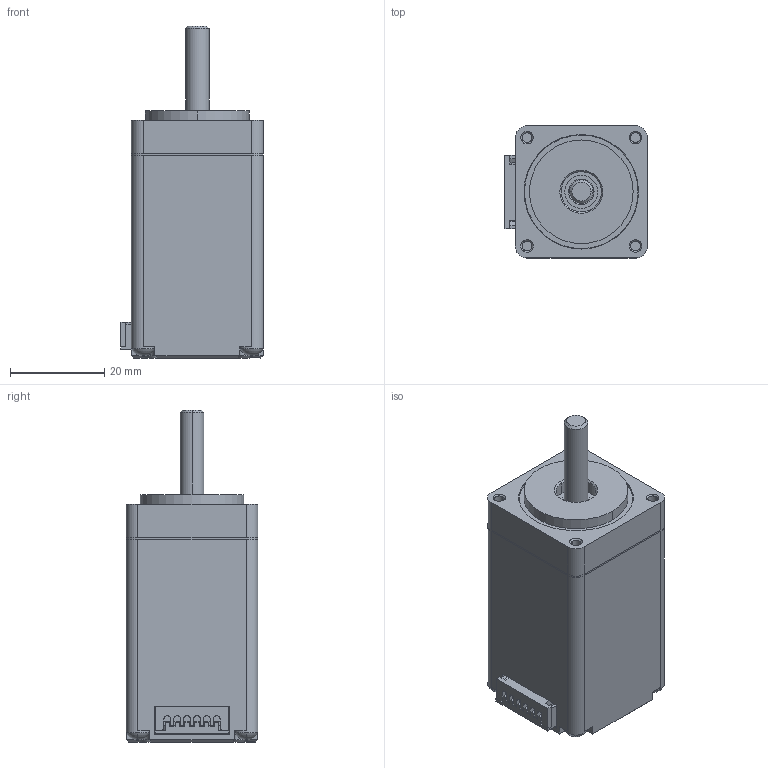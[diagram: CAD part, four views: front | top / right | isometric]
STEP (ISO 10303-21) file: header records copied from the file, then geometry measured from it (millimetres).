
FILE_DESCRIPTION((''),'2;1');
FILE_NAME('3_1_01_028_0018_SW0001','2020-12-10T13:33:07',('zhangjq'),(''),'CREO PARAMETRIC BY PTC INC, 2017110','CREO PARAMETRIC BY PTC INC, 2017110','');
FILE_SCHEMA(('CONFIG_CONTROL_DESIGN'));
Products named in the file (1): 3_1_01_028_0018_SW0001
Bounding box: 30.25 x 28 x 70.45 mm (x, y, z)
Volume: 24014.4 mm3; surface area: 30890.1 mm2
Topology: 1 solids, 4 shells, 2661 faces, 7832 edges, 5090 vertices
Faces by surface type: plane 1704, cylinder 853, cone 58, torus 34, sphere 8, bspline 4
Entity records: 90461 total; most frequent: CARTESIAN_POINT 17227, ORIENTED_EDGE 15664, DIRECTION 15267, EDGE_CURVE 7832, VECTOR 5547, LINE 5547, VERTEX_POINT 5090, AXIS2_PLACEMENT_3D 4860
